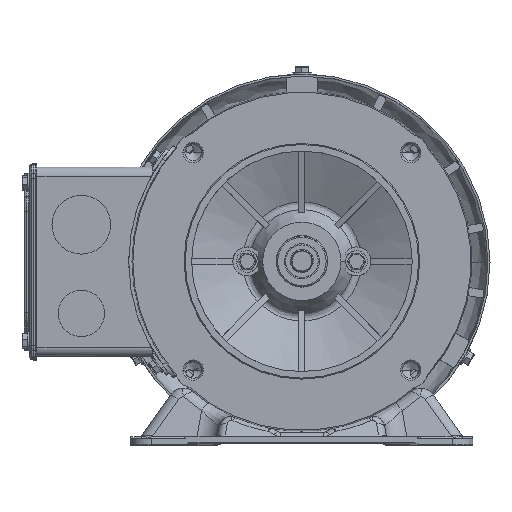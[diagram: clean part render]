
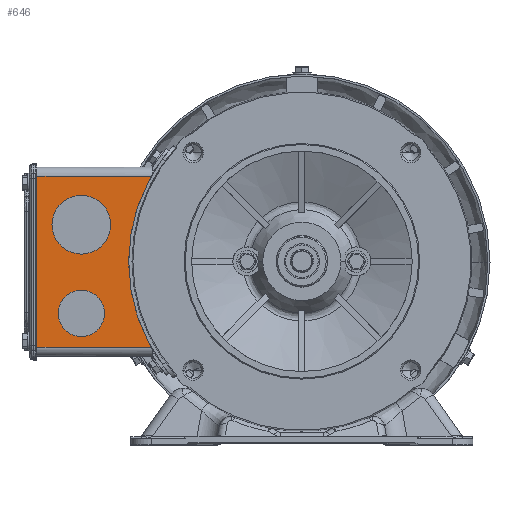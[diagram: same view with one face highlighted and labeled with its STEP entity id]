
A CAD part, top view. The second image highlights one B-rep face of the part: STEP entity #646.
In plain terms, the highlighted planar face has unit normal (0, 0, 1).
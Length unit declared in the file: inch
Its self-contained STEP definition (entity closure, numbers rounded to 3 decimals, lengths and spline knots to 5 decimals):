
#172 = CIRCLE ( 'NONE', #14044, 0.44291 ) ;
#341 = CARTESIAN_POINT ( 'NONE',  ( -5.07874, 1.81102, -0.3937 ) ) ;
#646 = ADVANCED_FACE ( 'NONE', ( #99007, #14380, #52588 ), #53826, .T. ) ;
#3641 = CARTESIAN_POINT ( 'NONE',  ( -4.2126, -0.98425, -0.3937 ) ) ;
#5088 = CARTESIAN_POINT ( 'NONE',  ( -5.90551, -1.81102, -0.3937 ) ) ;
#7440 = ORIENTED_EDGE ( 'NONE', *, *, #107899, .T. ) ;
#8336 = EDGE_CURVE ( 'NONE', #18474, #36471, #95630, .T. ) ;
#9626 = DIRECTION ( 'NONE',  ( 0., -1., 0. ) ) ;
#10062 = AXIS2_PLACEMENT_3D ( 'NONE', #84059, #45739, #121777 ) ;
#11723 = DIRECTION ( 'NONE',  ( 0., 1., 0. ) ) ;
#12928 = EDGE_CURVE ( 'NONE', #89497, #30082, #56404, .T. ) ;
#14044 = AXIS2_PLACEMENT_3D ( 'NONE', #57623, #86071, #55187 ) ;
#14380 = FACE_OUTER_BOUND ( 'NONE', #44219, .T. ) ;
#14922 = ORIENTED_EDGE ( 'NONE', *, *, #12928, .T. ) ;
#16808 = EDGE_CURVE ( 'NONE', #113246, #18266, #48004, .T. ) ;
#18142 = EDGE_LOOP ( 'NONE', ( #14922, #7440 ) ) ;
#18266 = VERTEX_POINT ( 'NONE', #46450 ) ;
#18474 = VERTEX_POINT ( 'NONE', #71707 ) ;
#30082 = VERTEX_POINT ( 'NONE', #83184 ) ;
#30807 = AXIS2_PLACEMENT_3D ( 'NONE', #116801, #79095, #40803 ) ;
#31397 = AXIS2_PLACEMENT_3D ( 'NONE', #5088, #100823, #108875 ) ;
#36471 = VERTEX_POINT ( 'NONE', #62388 ) ;
#36594 = ORIENTED_EDGE ( 'NONE', *, *, #48669, .F. ) ;
#38167 = DIRECTION ( 'NONE',  ( 1., 0., 0. ) ) ;
#38744 = VERTEX_POINT ( 'NONE', #82279 ) ;
#40803 = DIRECTION ( 'NONE',  ( 0., 1., 0. ) ) ;
#42311 = CARTESIAN_POINT ( 'NONE',  ( 0., 0., -0.3937 ) ) ;
#44125 = DIRECTION ( 'NONE',  ( 0., 0., -1. ) ) ;
#44219 = EDGE_LOOP ( 'NONE', ( #44789, #36594, #73689, #79277 ) ) ;
#44789 = ORIENTED_EDGE ( 'NONE', *, *, #88473, .T. ) ;
#45739 = DIRECTION ( 'NONE',  ( 0., 0., -1. ) ) ;
#46450 = CARTESIAN_POINT ( 'NONE',  ( -2.87753, -1.62992, -0.3937 ) ) ;
#48004 = LINE ( 'NONE', #48621, #80579 ) ;
#48621 = CARTESIAN_POINT ( 'NONE',  ( -5.90551, -1.62992, -0.3937 ) ) ;
#48669 = EDGE_CURVE ( 'NONE', #38744, #107015, #110916, .T. ) ;
#52495 = ORIENTED_EDGE ( 'NONE', *, *, #8336, .T. ) ;
#52588 = FACE_BOUND ( 'NONE', #101644, .T. ) ;
#53826 = PLANE ( 'NONE',  #31397 ) ;
#55187 = DIRECTION ( 'NONE',  ( 0., 1., 0. ) ) ;
#56404 = CIRCLE ( 'NONE', #30807, 0.56102 ) ;
#57623 = CARTESIAN_POINT ( 'NONE',  ( -4.2126, -0.98425, -0.3937 ) ) ;
#62388 = CARTESIAN_POINT ( 'NONE',  ( -4.2126, -1.42717, -0.3937 ) ) ;
#65609 = EDGE_CURVE ( 'NONE', #36471, #18474, #172, .T. ) ;
#66134 = CARTESIAN_POINT ( 'NONE',  ( -5.07874, -1.62992, -0.3937 ) ) ;
#69948 = AXIS2_PLACEMENT_3D ( 'NONE', #3641, #96322, #11723 ) ;
#71707 = CARTESIAN_POINT ( 'NONE',  ( -4.2126, -0.54134, -0.3937 ) ) ;
#72383 = AXIS2_PLACEMENT_3D ( 'NONE', #42311, #44125, #80004 ) ;
#73689 = ORIENTED_EDGE ( 'NONE', *, *, #107171, .T. ) ;
#77206 = CARTESIAN_POINT ( 'NONE',  ( -4.2126, 1.26969, -0.3937 ) ) ;
#79095 = DIRECTION ( 'NONE',  ( 0., 0., -1. ) ) ;
#79277 = ORIENTED_EDGE ( 'NONE', *, *, #16808, .T. ) ;
#80004 = DIRECTION ( 'NONE',  ( 0., 1., 0. ) ) ;
#80579 = VECTOR ( 'NONE', #38167, 39.37008 ) ;
#82279 = CARTESIAN_POINT ( 'NONE',  ( -5.07874, 1.62992, -0.3937 ) ) ;
#83184 = CARTESIAN_POINT ( 'NONE',  ( -4.2126, 0.14764, -0.3937 ) ) ;
#84059 = CARTESIAN_POINT ( 'NONE',  ( -4.2126, 0.70866, -0.3937 ) ) ;
#86071 = DIRECTION ( 'NONE',  ( 0., 0., -1. ) ) ;
#88473 = EDGE_CURVE ( 'NONE', #18266, #107015, #107923, .T. ) ;
#89497 = VERTEX_POINT ( 'NONE', #77206 ) ;
#94799 = DIRECTION ( 'NONE',  ( 1., 0., 0. ) ) ;
#95630 = CIRCLE ( 'NONE', #69948, 0.44291 ) ;
#96061 = LINE ( 'NONE', #341, #118325 ) ;
#96322 = DIRECTION ( 'NONE',  ( 0., 0., -1. ) ) ;
#99007 = FACE_BOUND ( 'NONE', #18142, .T. ) ;
#100823 = DIRECTION ( 'NONE',  ( 0., 0., 1. ) ) ;
#101644 = EDGE_LOOP ( 'NONE', ( #52495, #105151 ) ) ;
#103388 = VECTOR ( 'NONE', #94799, 39.37008 ) ;
#105151 = ORIENTED_EDGE ( 'NONE', *, *, #65609, .T. ) ;
#106700 = CARTESIAN_POINT ( 'NONE',  ( -2.87753, 1.62992, -0.3937 ) ) ;
#107015 = VERTEX_POINT ( 'NONE', #106700 ) ;
#107171 = EDGE_CURVE ( 'NONE', #38744, #113246, #96061, .T. ) ;
#107899 = EDGE_CURVE ( 'NONE', #30082, #89497, #118506, .T. ) ;
#107923 = CIRCLE ( 'NONE', #72383, 3.30709 ) ;
#108875 = DIRECTION ( 'NONE',  ( 0., 1., 0. ) ) ;
#110916 = LINE ( 'NONE', #113940, #103388 ) ;
#113246 = VERTEX_POINT ( 'NONE', #66134 ) ;
#113940 = CARTESIAN_POINT ( 'NONE',  ( -5.90551, 1.62992, -0.3937 ) ) ;
#116801 = CARTESIAN_POINT ( 'NONE',  ( -4.2126, 0.70866, -0.3937 ) ) ;
#118325 = VECTOR ( 'NONE', #9626, 39.37008 ) ;
#118506 = CIRCLE ( 'NONE', #10062, 0.56102 ) ;
#121777 = DIRECTION ( 'NONE',  ( 0., 1., 0. ) ) ;
